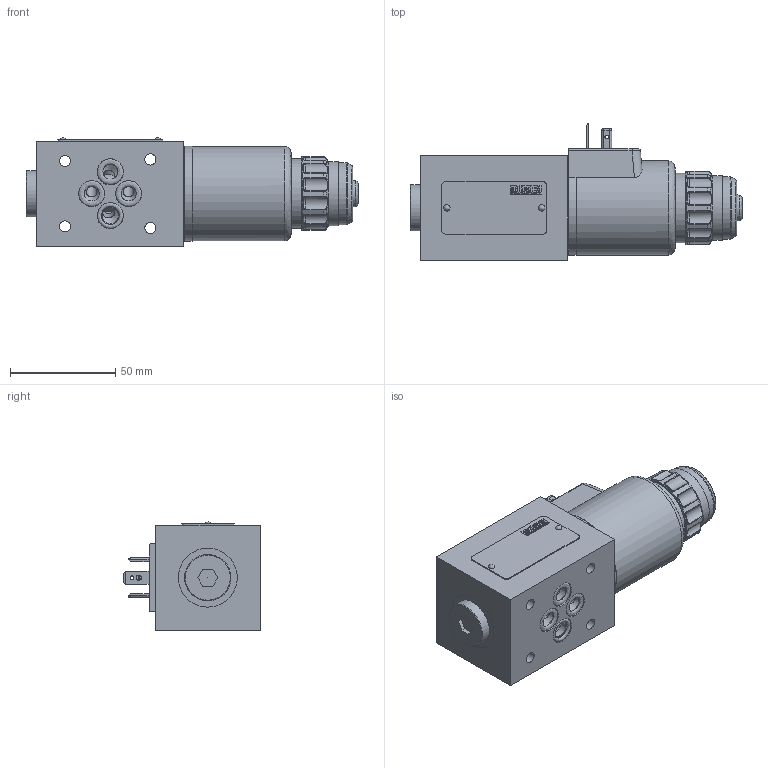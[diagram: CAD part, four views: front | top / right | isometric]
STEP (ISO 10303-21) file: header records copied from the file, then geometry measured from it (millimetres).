
FILE_DESCRIPTION (( 'STEP AP214' ), '1' );
FILE_NAME ('PDB-6I-P...-8-..STEP', '2022-06-23T11:57:25', ( '' ), ( '' ), 'SwSTEP 2.0', 'SolidWorks 2020', '' );
FILE_SCHEMA (( 'AUTOMOTIVE_DESIGN' ));
Length unit declared in the file: millimetre
Products named in the file (1): PDB-6I-P...-8-.
Bounding box: 157.6 x 65 x 51.6 mm (x, y, z)
Volume: 275930.5 mm3; surface area: 40873 mm2
Topology: 1 solids, 4 shells, 801 faces, 1971 edges, 1245 vertices
Faces by surface type: plane 381, bspline 260, cylinder 109, cone 51
Full cylindrical faces by diameter (mm): 1.65 x3, 2.4 x1, 2.5 x1, 2.7 x1, 4.5 x2, 4.9 x1, 5 x4, 5.1 x1, 5.3 x4, 5.8 x4, 7.8 x1, 8.011 x2, 8.948 x1, 9.199 x1, 9.468 x1, 9.895 x1, 10.068 x1, 10.084 x1, 10.763 x1, 12.35 x4, 14 x1, 14.5 x1, 22 x1, 28 x1, 29.5 x1, 30.5 x1, 33 x1, 35 x1, 38.4 x1, 40.9 x1
Entity records: 42247 total; most frequent: CARTESIAN_POINT 17114, ORIENTED_EDGE 3696, DIRECTION 2748, EDGE_CURVE 1848, VERTEX_POINT 1206, VECTOR 976, LINE 976, EDGE_LOOP 970
